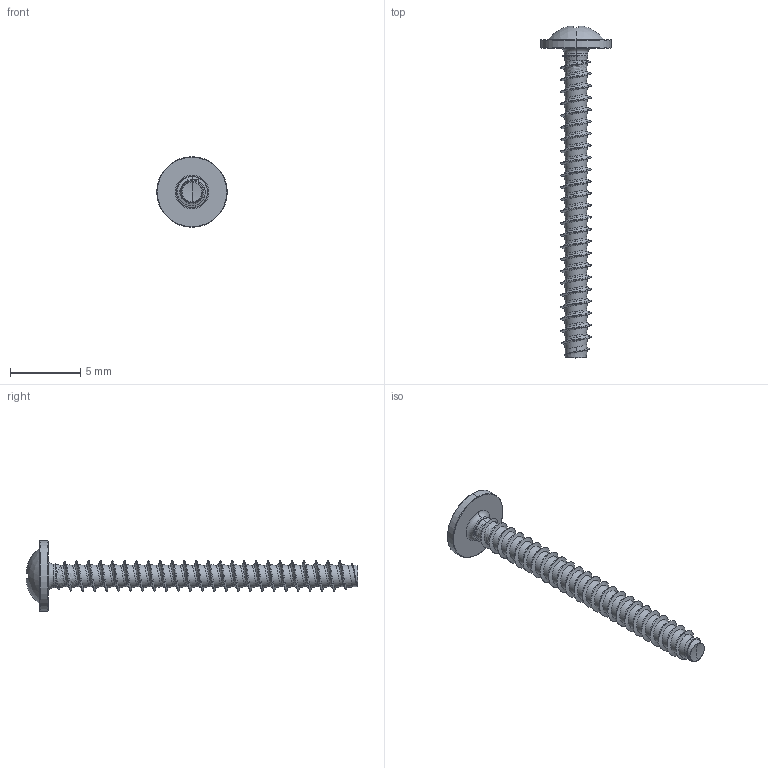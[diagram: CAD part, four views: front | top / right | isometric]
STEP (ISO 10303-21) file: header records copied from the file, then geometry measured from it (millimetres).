
FILE_DESCRIPTION (( 'STEP AP203' ), '1' );
FILE_NAME ('STP310220220.STEP', '2017-08-15T04:11:42', ( '' ), ( '' ), 'SwSTEP 2.0', 'SolidWorks 2015', '' );
FILE_SCHEMA (( 'CONFIG_CONTROL_DESIGN' ));
Length unit declared in the file: millimetre
Products named in the file (1): STP310220220
Bounding box: 5 x 23.57 x 5 mm (x, y, z)
Volume: 64.8 mm3; surface area: 231.3 mm2
Topology: 1 solids, 1 shells, 217 faces, 518 edges, 304 vertices
Faces by surface type: cylinder 76, bspline 51, torus 30, sphere 28, plane 23, cone 9
Entity records: 34951 total; most frequent: CARTESIAN_POINT 30415, ORIENTED_EDGE 1032, DIRECTION 833, EDGE_CURVE 516, AXIS2_PLACEMENT_3D 362, VERTEX_POINT 304, EDGE_LOOP 220, ADVANCED_FACE 217
